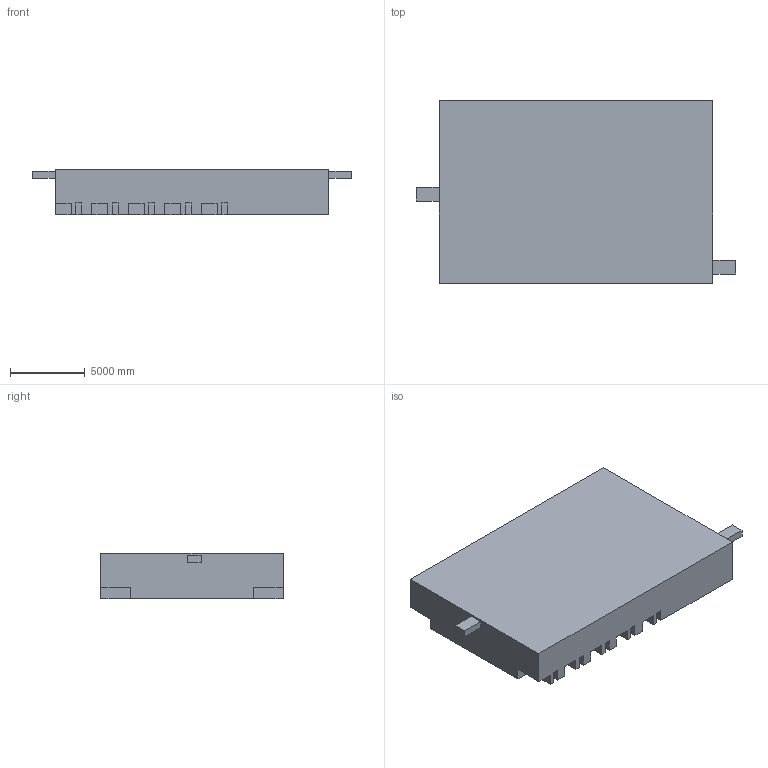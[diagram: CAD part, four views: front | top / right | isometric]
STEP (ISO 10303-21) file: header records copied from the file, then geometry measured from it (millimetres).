
FILE_DESCRIPTION(('FreeCAD Model'),'2;1');
FILE_NAME('simple_flow_domain.step','2021-11-01T12:25:16',('Author'),(''), 'Open CASCADE STEP processor 7.3','FreeCAD','Unknown');
FILE_SCHEMA(('AUTOMOTIVE_DESIGN { 1 0 10303 214 1 1 1 1 }'));
Length unit declared in the file: millimetre
Products named in the file (1): flow_domain
Bounding box: 21336 x 12192 x 3048 mm (x, y, z)
Volume: 645798873874.8 mm3; surface area: 677683083.3 mm2
Topology: 3 solids, 3 shells, 109 faces, 303 edges, 202 vertices
Faces by surface type: plane 109
Entity records: 7359 total; most frequent: CARTESIAN_POINT 1253, DIRECTION 1097, LINE 877, VECTOR 877, ORIENTED_EDGE 606, PCURVE 606, DEFINITIONAL_REPRESENTATION 606, EDGE_CURVE 303
